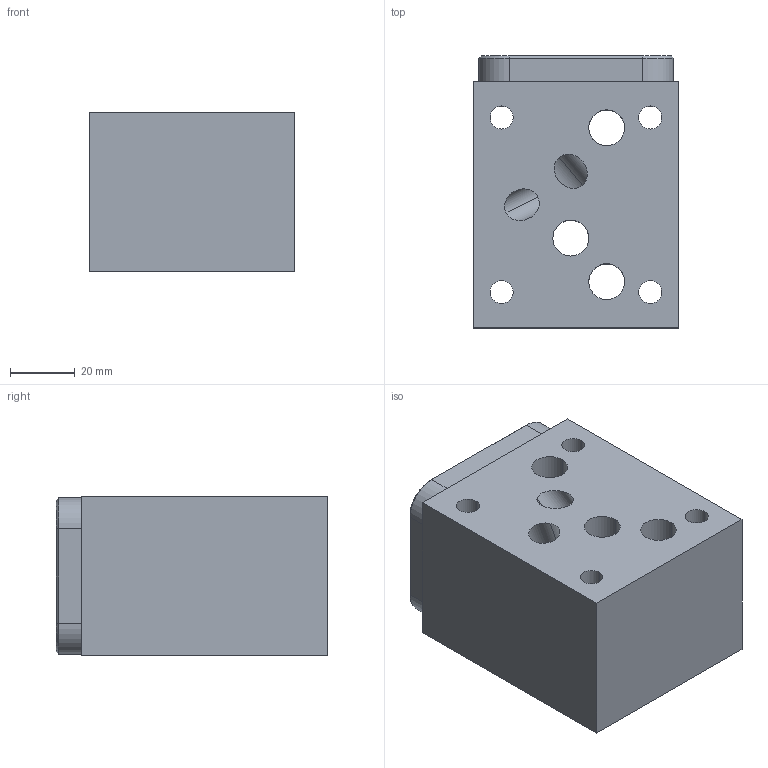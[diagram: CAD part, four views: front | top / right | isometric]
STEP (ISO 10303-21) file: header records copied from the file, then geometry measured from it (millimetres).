
FILE_DESCRIPTION((''),'2;1');
FILE_NAME('WNH_ASM','2019-11-15T',('ProEService'),(''),'PRO/ENGINEER BY PARAMETRIC TECHNOLOGY CORPORATION, 2014200','PRO/ENGINEER BY PARAMETRIC TECHNOLOGY CORPORATION, 2014200','');
FILE_SCHEMA(('CONFIG_CONTROL_DESIGN'));
Length unit declared in the file: inch
Products named in the file (4): 152-592; 500-001-014; 700-001; WNH_ASM
Assembly tree (3 placements, depth 2):
  WNH_ASM
    152-592
    500-001-014
    700-001
Bounding box: 63.5 x 84.12 x 49.23 mm (x, y, z)
Volume: 215057.1 mm3; surface area: 40362.1 mm2
Topology: 1 solids, 1 shells, 84 faces, 469 edges, 485 vertices
Faces by surface type: cylinder 46, plane 17, cone 13, sphere 6, torus 2
Entity records: 5423 total; most frequent: CARTESIAN_POINT 1909, DIRECTION 695, ORIENTED_EDGE 502, VECTOR 305, LINE 305, EDGE_CURVE 251, TRIMMED_CURVE 214, AXIS2_PLACEMENT_3D 195
